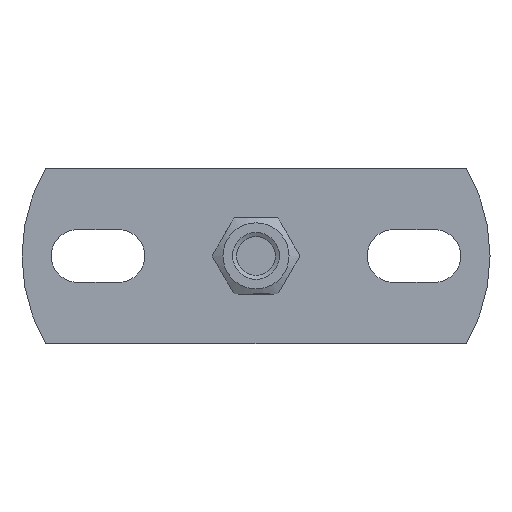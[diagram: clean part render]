
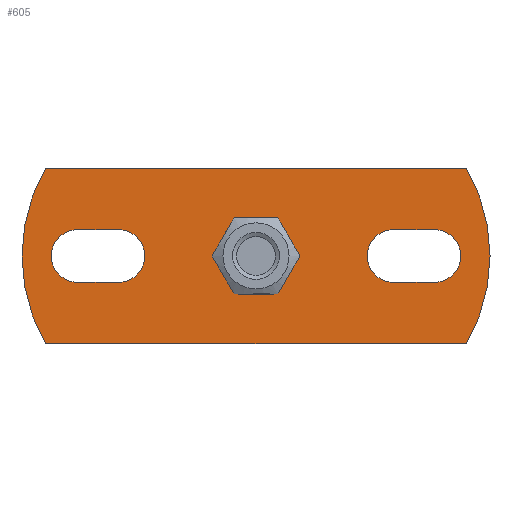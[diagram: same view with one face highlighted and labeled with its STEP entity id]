
A CAD part, top view. The second image highlights one B-rep face of the part: STEP entity #605.
In plain terms, the highlighted planar face has unit normal (0, 0, 1).
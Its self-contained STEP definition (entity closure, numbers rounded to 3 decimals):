
#375=CARTESIAN_POINT('',(-5.65,0.,3.));
#376=VERTEX_POINT('',#375);
#377=CARTESIAN_POINT('',(0.,0.,3.));
#378=DIRECTION('',(0.0,0.0,-1.0));
#379=DIRECTION('',(-1.0,0.0,0.0));
#380=AXIS2_PLACEMENT_3D('',#377,#378,#379);
#381=CIRCLE('',#380,5.65);
#382=EDGE_CURVE('',#376,#376,#381,.T.);
#489=CARTESIAN_POINT('',(0.0,0.,3.));
#490=DIRECTION('',(0.0,0.0,1.0));
#491=DIRECTION('',(1.0,0.0,0.0));
#492=AXIS2_PLACEMENT_3D('',#489,#490,#491);
#493=PLANE('',#492);
#494=CARTESIAN_POINT('',(35.981,-15.,3.));
#495=VERTEX_POINT('',#494);
#496=CARTESIAN_POINT('',(35.981,15.,3.));
#497=VERTEX_POINT('',#496);
#498=CARTESIAN_POINT('',(10.0,0.,3.));
#499=DIRECTION('',(0.0,0.0,1.0));
#500=DIRECTION('',(0.866,0.5,0.0));
#501=AXIS2_PLACEMENT_3D('',#498,#499,#500);
#502=CIRCLE('',#501,30.);
#503=EDGE_CURVE('',#495,#497,#502,.T.);
#504=ORIENTED_EDGE('',*,*,#503,.T.);
#505=CARTESIAN_POINT('',(-35.981,15.,3.));
#506=VERTEX_POINT('',#505);
#507=CARTESIAN_POINT('',(-35.981,15.,3.));
#508=DIRECTION('',(1.0,0.0,0.0));
#509=VECTOR('',#508,71.962);
#510=LINE('',#507,#509);
#511=EDGE_CURVE('',#506,#497,#510,.T.);
#512=ORIENTED_EDGE('',*,*,#511,.F.);
#513=CARTESIAN_POINT('',(-35.981,-15.,3.));
#514=VERTEX_POINT('',#513);
#515=CARTESIAN_POINT('',(-10.0,0.,3.));
#516=DIRECTION('',(0.0,0.0,1.0));
#517=DIRECTION('',(-0.866,0.5,0.0));
#518=AXIS2_PLACEMENT_3D('',#515,#516,#517);
#519=CIRCLE('',#518,30.);
#520=EDGE_CURVE('',#506,#514,#519,.T.);
#521=ORIENTED_EDGE('',*,*,#520,.T.);
#522=CARTESIAN_POINT('',(35.981,-15.,3.));
#523=DIRECTION('',(-1.0,0.0,0.0));
#524=VECTOR('',#523,71.962);
#525=LINE('',#522,#524);
#526=EDGE_CURVE('',#495,#514,#525,.T.);
#527=ORIENTED_EDGE('',*,*,#526,.F.);
#528=EDGE_LOOP('',(#504,#512,#521,#527));
#529=FACE_OUTER_BOUND('',#528,.T.);
#530=CARTESIAN_POINT('',(-23.5,4.5,3.));
#531=VERTEX_POINT('',#530);
#532=CARTESIAN_POINT('',(-23.5,-4.5,3.));
#533=VERTEX_POINT('',#532);
#534=CARTESIAN_POINT('',(-23.5,0.,3.));
#535=DIRECTION('',(0.0,0.0,-1.0));
#536=DIRECTION('',(0.0,1.0,0.0));
#537=AXIS2_PLACEMENT_3D('',#534,#535,#536);
#538=CIRCLE('',#537,4.5);
#539=EDGE_CURVE('',#531,#533,#538,.T.);
#540=ORIENTED_EDGE('',*,*,#539,.T.);
#541=CARTESIAN_POINT('',(-30.5,-4.5,3.));
#542=VERTEX_POINT('',#541);
#543=CARTESIAN_POINT('',(-23.5,-4.5,3.));
#544=DIRECTION('',(-1.0,0.0,0.0));
#545=VECTOR('',#544,7.0);
#546=LINE('',#543,#545);
#547=EDGE_CURVE('',#533,#542,#546,.T.);
#548=ORIENTED_EDGE('',*,*,#547,.T.);
#549=CARTESIAN_POINT('',(-30.5,4.5,3.));
#550=VERTEX_POINT('',#549);
#551=CARTESIAN_POINT('',(-30.5,0.,3.));
#552=DIRECTION('',(0.0,0.0,-1.0));
#553=DIRECTION('',(0.0,-1.0,0.0));
#554=AXIS2_PLACEMENT_3D('',#551,#552,#553);
#555=CIRCLE('',#554,4.5);
#556=EDGE_CURVE('',#542,#550,#555,.T.);
#557=ORIENTED_EDGE('',*,*,#556,.T.);
#558=CARTESIAN_POINT('',(-30.5,4.5,3.));
#559=DIRECTION('',(1.0,0.0,0.0));
#560=VECTOR('',#559,7.0);
#561=LINE('',#558,#560);
#562=EDGE_CURVE('',#550,#531,#561,.T.);
#563=ORIENTED_EDGE('',*,*,#562,.T.);
#564=EDGE_LOOP('',(#540,#548,#557,#563));
#565=FACE_BOUND('',#564,.T.);
#566=CARTESIAN_POINT('',(23.5,-4.5,3.));
#567=VERTEX_POINT('',#566);
#568=CARTESIAN_POINT('',(23.5,4.5,3.));
#569=VERTEX_POINT('',#568);
#570=CARTESIAN_POINT('',(23.5,0.,3.));
#571=DIRECTION('',(0.0,0.0,-1.0));
#572=DIRECTION('',(0.0,1.0,0.0));
#573=AXIS2_PLACEMENT_3D('',#570,#571,#572);
#574=CIRCLE('',#573,4.5);
#575=EDGE_CURVE('',#567,#569,#574,.T.);
#576=ORIENTED_EDGE('',*,*,#575,.T.);
#577=CARTESIAN_POINT('',(30.5,4.5,3.));
#578=VERTEX_POINT('',#577);
#579=CARTESIAN_POINT('',(23.5,4.5,3.));
#580=DIRECTION('',(1.0,0.0,0.0));
#581=VECTOR('',#580,7.0);
#582=LINE('',#579,#581);
#583=EDGE_CURVE('',#569,#578,#582,.T.);
#584=ORIENTED_EDGE('',*,*,#583,.T.);
#585=CARTESIAN_POINT('',(30.5,-4.5,3.));
#586=VERTEX_POINT('',#585);
#587=CARTESIAN_POINT('',(30.5,0.,3.));
#588=DIRECTION('',(0.0,0.0,-1.0));
#589=DIRECTION('',(0.0,-1.0,0.0));
#590=AXIS2_PLACEMENT_3D('',#587,#588,#589);
#591=CIRCLE('',#590,4.5);
#592=EDGE_CURVE('',#578,#586,#591,.T.);
#593=ORIENTED_EDGE('',*,*,#592,.T.);
#594=CARTESIAN_POINT('',(30.5,-4.5,3.));
#595=DIRECTION('',(-1.0,0.0,0.0));
#596=VECTOR('',#595,7.0);
#597=LINE('',#594,#596);
#598=EDGE_CURVE('',#586,#567,#597,.T.);
#599=ORIENTED_EDGE('',*,*,#598,.T.);
#600=EDGE_LOOP('',(#576,#584,#593,#599));
#601=FACE_BOUND('',#600,.T.);
#602=ORIENTED_EDGE('',*,*,#382,.T.);
#603=EDGE_LOOP('',(#602));
#604=FACE_BOUND('',#603,.T.);
#605=ADVANCED_FACE('',(#529,#565,#601,#604),#493,.T.);
